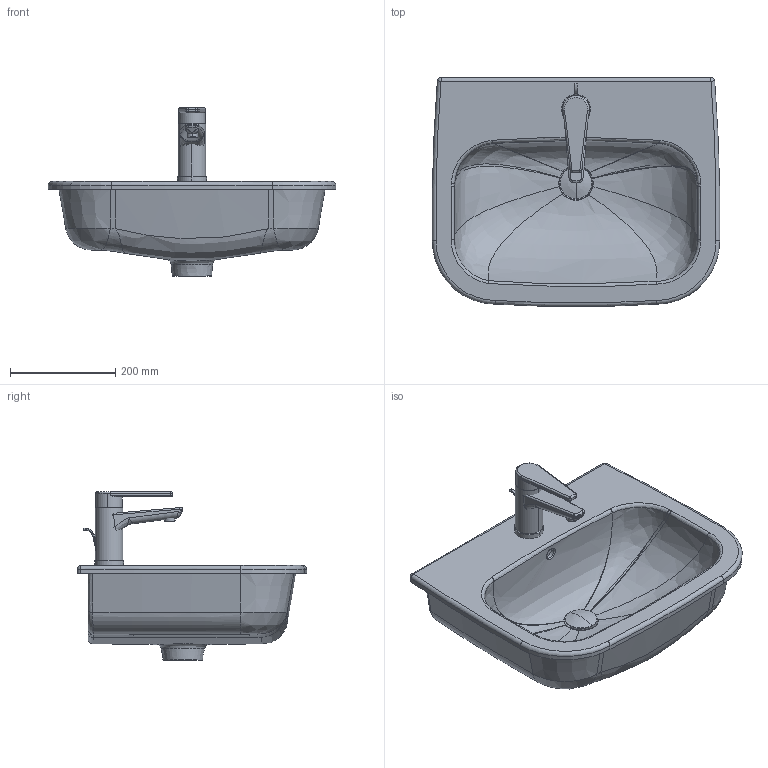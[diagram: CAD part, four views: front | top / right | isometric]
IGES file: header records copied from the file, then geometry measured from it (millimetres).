
Global section: file name: No Iges File Name specified; native system: AutoDesk Inventor R11.0; preprocessor: AutoDesk Inventor Iges Exporter R11.0; author: No Author specified; organization: No Organization specified; date: 20071024.212304; units: millimetre
Bounding box: 545 x 434.44 x 320 mm (x, y, z)
Volume: 14031882.1 mm3; surface area: 828156.4 mm2
Topology: 8 solids, 8 shells, 230 faces, 553 edges, 329 vertices
Faces by surface type: cylinder 63, bspline 59, plane 45, torus 25, revolution 19, sphere 10, cone 9
